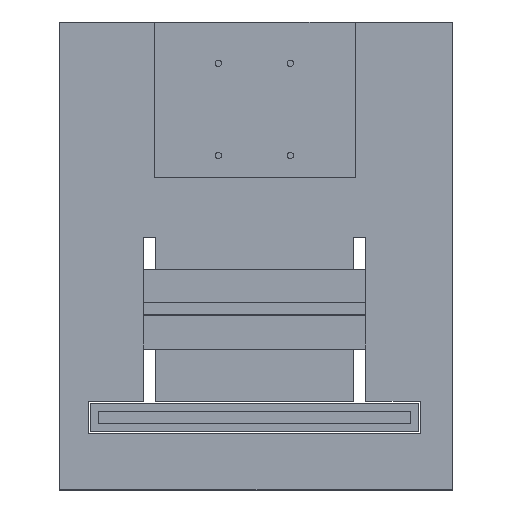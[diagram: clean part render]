
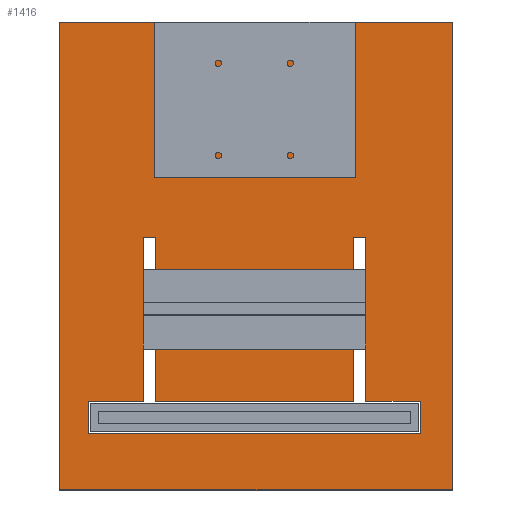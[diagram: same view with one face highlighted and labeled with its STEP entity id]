
A CAD part, top view. The second image highlights one B-rep face of the part: STEP entity #1416.
In plain terms, the highlighted planar face has unit normal (0, 0, 1).
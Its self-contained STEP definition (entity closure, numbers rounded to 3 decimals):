
#46=FACE_BOUND('',#143,.T.);
#64=FACE_OUTER_BOUND('',#142,.T.);
#142=EDGE_LOOP('',(#969,#970,#971,#972));
#143=EDGE_LOOP('',(#973,#974,#975,#976,#977,#978,#979,#980,#981,#982,#983,
#984));
#227=LINE('',#1969,#415);
#245=LINE('',#2005,#433);
#247=LINE('',#2008,#435);
#250=LINE('',#2014,#438);
#251=LINE('',#2016,#439);
#252=LINE('',#2020,#440);
#253=LINE('',#2022,#441);
#254=LINE('',#2024,#442);
#255=LINE('',#2025,#443);
#256=LINE('',#2027,#444);
#257=LINE('',#2029,#445);
#258=LINE('',#2031,#446);
#259=LINE('',#2033,#447);
#260=LINE('',#2035,#448);
#261=LINE('',#2037,#449);
#262=LINE('',#2038,#450);
#415=VECTOR('',#1591,10.);
#433=VECTOR('',#1613,10.);
#435=VECTOR('',#1617,10.);
#438=VECTOR('',#1622,10.);
#439=VECTOR('',#1625,10.);
#440=VECTOR('',#1628,10.);
#441=VECTOR('',#1629,10.);
#442=VECTOR('',#1630,10.);
#443=VECTOR('',#1631,10.);
#444=VECTOR('',#1632,10.);
#445=VECTOR('',#1633,10.);
#446=VECTOR('',#1634,10.);
#447=VECTOR('',#1635,10.);
#448=VECTOR('',#1636,10.);
#449=VECTOR('',#1637,10.);
#450=VECTOR('',#1638,10.);
#603=VERTEX_POINT('',#1966);
#604=VERTEX_POINT('',#1968);
#619=VERTEX_POINT('',#2002);
#620=VERTEX_POINT('',#2004);
#621=VERTEX_POINT('',#2010);
#622=VERTEX_POINT('',#2012);
#623=VERTEX_POINT('',#2018);
#624=VERTEX_POINT('',#2019);
#625=VERTEX_POINT('',#2021);
#626=VERTEX_POINT('',#2023);
#627=VERTEX_POINT('',#2026);
#628=VERTEX_POINT('',#2028);
#629=VERTEX_POINT('',#2030);
#630=VERTEX_POINT('',#2032);
#631=VERTEX_POINT('',#2034);
#632=VERTEX_POINT('',#2036);
#731=EDGE_CURVE('',#604,#603,#227,.T.);
#749=EDGE_CURVE('',#620,#619,#245,.T.);
#751=EDGE_CURVE('',#603,#620,#247,.T.);
#754=EDGE_CURVE('',#621,#622,#250,.T.);
#755=EDGE_CURVE('',#622,#604,#251,.T.);
#756=EDGE_CURVE('',#623,#624,#252,.T.);
#757=EDGE_CURVE('',#624,#625,#253,.T.);
#758=EDGE_CURVE('',#625,#626,#254,.T.);
#759=EDGE_CURVE('',#626,#623,#255,.T.);
#760=EDGE_CURVE('',#619,#627,#256,.T.);
#761=EDGE_CURVE('',#627,#628,#257,.T.);
#762=EDGE_CURVE('',#628,#629,#258,.T.);
#763=EDGE_CURVE('',#629,#630,#259,.T.);
#764=EDGE_CURVE('',#630,#631,#260,.T.);
#765=EDGE_CURVE('',#631,#632,#261,.T.);
#766=EDGE_CURVE('',#632,#621,#262,.T.);
#969=ORIENTED_EDGE('',*,*,#756,.T.);
#970=ORIENTED_EDGE('',*,*,#757,.T.);
#971=ORIENTED_EDGE('',*,*,#758,.T.);
#972=ORIENTED_EDGE('',*,*,#759,.T.);
#973=ORIENTED_EDGE('',*,*,#751,.T.);
#974=ORIENTED_EDGE('',*,*,#749,.T.);
#975=ORIENTED_EDGE('',*,*,#760,.T.);
#976=ORIENTED_EDGE('',*,*,#761,.T.);
#977=ORIENTED_EDGE('',*,*,#762,.T.);
#978=ORIENTED_EDGE('',*,*,#763,.T.);
#979=ORIENTED_EDGE('',*,*,#764,.T.);
#980=ORIENTED_EDGE('',*,*,#765,.T.);
#981=ORIENTED_EDGE('',*,*,#766,.T.);
#982=ORIENTED_EDGE('',*,*,#754,.T.);
#983=ORIENTED_EDGE('',*,*,#755,.T.);
#984=ORIENTED_EDGE('',*,*,#731,.T.);
#1347=PLANE('',#1498);
#1416=ADVANCED_FACE('',(#64,#46),#1347,.T.);
#1498=AXIS2_PLACEMENT_3D('',#2017,#1626,#1627);
#1591=DIRECTION('',(-1.,0.,0.));
#1613=DIRECTION('',(1.,0.,0.));
#1617=DIRECTION('',(0.,1.,0.));
#1622=DIRECTION('',(1.,0.,0.));
#1625=DIRECTION('',(0.,-1.,0.));
#1626=DIRECTION('center_axis',(0.,0.,1.));
#1627=DIRECTION('ref_axis',(1.,0.,0.));
#1628=DIRECTION('',(1.,0.,0.));
#1629=DIRECTION('',(0.,1.,0.));
#1630=DIRECTION('',(-1.,0.,0.));
#1631=DIRECTION('',(0.,-1.,0.));
#1632=DIRECTION('',(0.,1.,0.));
#1633=DIRECTION('',(1.,0.,0.));
#1634=DIRECTION('',(0.,-1.,0.));
#1635=DIRECTION('',(1.,0.,0.));
#1636=DIRECTION('',(0.,1.,0.));
#1637=DIRECTION('',(1.,0.,0.));
#1638=DIRECTION('',(0.,-1.,0.));
#1966=CARTESIAN_POINT('',(48.085,53.248,3.));
#1968=CARTESIAN_POINT('',(131.085,53.248,3.));
#1969=CARTESIAN_POINT('',(109.797,53.248,3.));
#2002=CARTESIAN_POINT('',(61.833,61.248,3.));
#2004=CARTESIAN_POINT('',(48.085,61.248,3.));
#2005=CARTESIAN_POINT('',(75.925,61.248,3.));
#2008=CARTESIAN_POINT('',(48.085,77.624,3.));
#2010=CARTESIAN_POINT('',(117.35,61.248,3.));
#2012=CARTESIAN_POINT('',(131.085,61.248,3.));
#2014=CARTESIAN_POINT('',(103.66,61.248,3.));
#2016=CARTESIAN_POINT('',(131.085,77.624,3.));
#2017=CARTESIAN_POINT('Origin',(90.,100.,3.));
#2018=CARTESIAN_POINT('',(41.039,39.091,3.));
#2019=CARTESIAN_POINT('',(138.961,39.091,3.));
#2020=CARTESIAN_POINT('',(65.519,39.091,3.));
#2021=CARTESIAN_POINT('',(138.961,155.909,3.));
#2022=CARTESIAN_POINT('',(138.961,175.909,3.));
#2023=CARTESIAN_POINT('',(41.039,155.909,3.));
#2024=CARTESIAN_POINT('',(114.481,155.909,3.));
#2025=CARTESIAN_POINT('',(41.039,24.091,3.));
#2026=CARTESIAN_POINT('',(61.833,102.263,3.));
#2027=CARTESIAN_POINT('',(61.833,87.132,3.));
#2028=CARTESIAN_POINT('',(64.833,102.263,3.));
#2029=CARTESIAN_POINT('',(103.675,102.263,3.));
#2030=CARTESIAN_POINT('',(64.833,61.248,3.));
#2031=CARTESIAN_POINT('',(64.833,97.132,3.));
#2032=CARTESIAN_POINT('',(114.35,61.248,3.));
#2033=CARTESIAN_POINT('',(102.147,61.248,3.));
#2034=CARTESIAN_POINT('',(114.35,102.263,3.));
#2035=CARTESIAN_POINT('',(114.35,87.132,3.));
#2036=CARTESIAN_POINT('',(117.35,102.263,3.));
#2037=CARTESIAN_POINT('',(103.675,102.263,3.));
#2038=CARTESIAN_POINT('',(117.35,87.132,3.));
